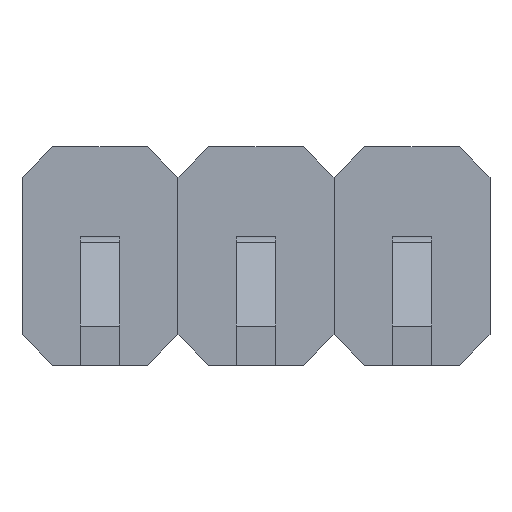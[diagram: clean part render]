
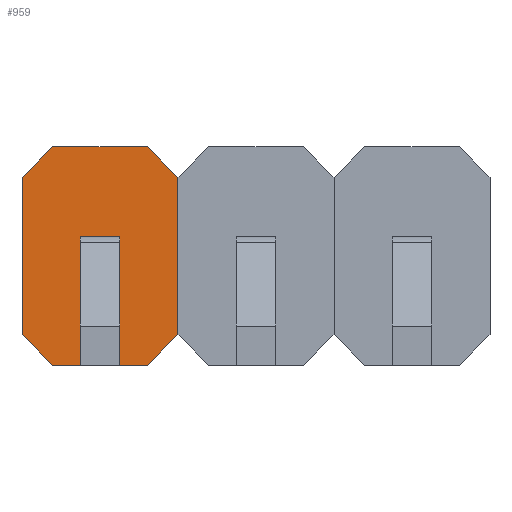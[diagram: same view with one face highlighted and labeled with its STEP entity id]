
A CAD part, left-side view. The second image highlights one B-rep face of the part: STEP entity #959.
In plain terms, the highlighted planar face has unit normal (-1, 0, 0).
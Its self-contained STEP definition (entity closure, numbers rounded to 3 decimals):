
#923 = EDGE_CURVE('',#924,#926,#928,.T.);
#924 = VERTEX_POINT('',#925);
#925 = CARTESIAN_POINT('',(3.808,0.77,3.56));
#926 = VERTEX_POINT('',#927);
#927 = CARTESIAN_POINT('',(3.808,-0.77,3.56));
#928 = LINE('',#929,#930);
#929 = CARTESIAN_POINT('',(3.808,1.27,3.56));
#930 = VECTOR('',#931,1.);
#931 = DIRECTION('',(0.,-1.,0.));
#959 = ADVANCED_FACE('',(#960),#1017,.F.);
#960 = FACE_BOUND('',#961,.F.);
#961 = EDGE_LOOP('',(#962,#963,#971,#979,#987,#995,#1003,#1011));
#962 = ORIENTED_EDGE('',*,*,#923,.T.);
#963 = ORIENTED_EDGE('',*,*,#964,.T.);
#964 = EDGE_CURVE('',#926,#965,#967,.T.);
#965 = VERTEX_POINT('',#966);
#966 = CARTESIAN_POINT('',(3.808,-1.27,3.06));
#967 = LINE('',#968,#969);
#968 = CARTESIAN_POINT('',(3.808,-1.148,3.183));
#969 = VECTOR('',#970,1.);
#970 = DIRECTION('',(0.,-0.707,-0.707)
  );
#971 = ORIENTED_EDGE('',*,*,#972,.T.);
#972 = EDGE_CURVE('',#965,#973,#975,.T.);
#973 = VERTEX_POINT('',#974);
#974 = CARTESIAN_POINT('',(3.808,-1.27,0.5));
#975 = LINE('',#976,#977);
#976 = CARTESIAN_POINT('',(3.808,-1.27,3.56));
#977 = VECTOR('',#978,1.);
#978 = DIRECTION('',(0.,0.,-1.));
#979 = ORIENTED_EDGE('',*,*,#980,.T.);
#980 = EDGE_CURVE('',#973,#981,#983,.T.);
#981 = VERTEX_POINT('',#982);
#982 = CARTESIAN_POINT('',(3.808,-0.77,0.));
#983 = LINE('',#984,#985);
#984 = CARTESIAN_POINT('',(3.808,-1.148,0.378));
#985 = VECTOR('',#986,1.);
#986 = DIRECTION('',(0.,0.707,-0.707)
  );
#987 = ORIENTED_EDGE('',*,*,#988,.T.);
#988 = EDGE_CURVE('',#981,#989,#991,.T.);
#989 = VERTEX_POINT('',#990);
#990 = CARTESIAN_POINT('',(3.808,0.77,0.));
#991 = LINE('',#992,#993);
#992 = CARTESIAN_POINT('',(3.808,-1.27,0.));
#993 = VECTOR('',#994,1.);
#994 = DIRECTION('',(0.,1.,0.));
#995 = ORIENTED_EDGE('',*,*,#996,.T.);
#996 = EDGE_CURVE('',#989,#997,#999,.T.);
#997 = VERTEX_POINT('',#998);
#998 = CARTESIAN_POINT('',(3.808,1.27,0.5));
#999 = LINE('',#1000,#1001);
#1000 = CARTESIAN_POINT('',(3.808,1.148,0.378));
#1001 = VECTOR('',#1002,1.);
#1002 = DIRECTION('',(0.,0.707,0.707)
  );
#1003 = ORIENTED_EDGE('',*,*,#1004,.T.);
#1004 = EDGE_CURVE('',#997,#1005,#1007,.T.);
#1005 = VERTEX_POINT('',#1006);
#1006 = CARTESIAN_POINT('',(3.808,1.27,3.06));
#1007 = LINE('',#1008,#1009);
#1008 = CARTESIAN_POINT('',(3.808,1.27,0.));
#1009 = VECTOR('',#1010,1.);
#1010 = DIRECTION('',(0.,0.,1.));
#1011 = ORIENTED_EDGE('',*,*,#1012,.F.);
#1012 = EDGE_CURVE('',#924,#1005,#1013,.T.);
#1013 = LINE('',#1014,#1015);
#1014 = CARTESIAN_POINT('',(3.808,1.148,3.183));
#1015 = VECTOR('',#1016,1.);
#1016 = DIRECTION('',(0.,0.707,-0.707)
  );
#1017 = PLANE('',#1018);
#1018 = AXIS2_PLACEMENT_3D('',#1019,#1020,#1021);
#1019 = CARTESIAN_POINT('',(3.808,0.,1.78));
#1020 = DIRECTION('',(1.,0.,0.));
#1021 = DIRECTION('',(0.,0.,1.));
